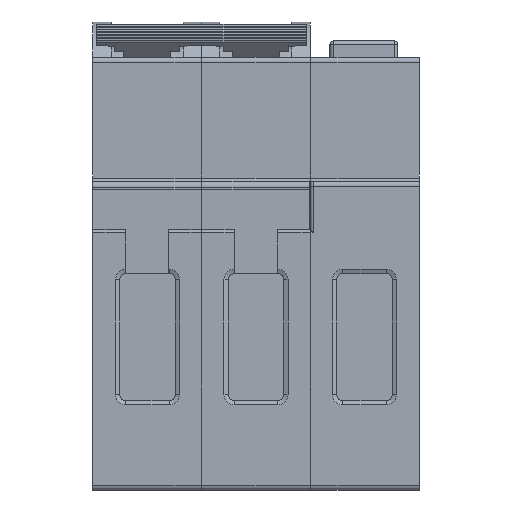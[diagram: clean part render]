
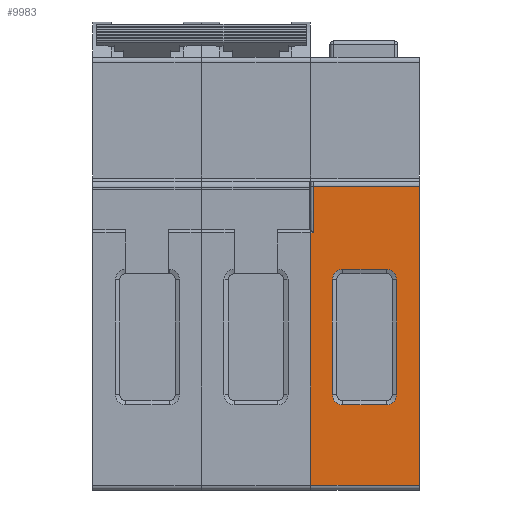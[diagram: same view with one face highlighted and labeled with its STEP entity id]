
A CAD part, front view. The second image highlights one B-rep face of the part: STEP entity #9983.
In plain terms, the highlighted planar face has unit normal (0, -1, 0).
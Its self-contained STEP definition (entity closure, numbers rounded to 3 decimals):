
#5351=FACE_BOUND('',#12957,.T.);
#5352=FACE_BOUND('',#12958,.T.);
#6627=LINE('',#39303,#8477);
#6712=LINE('',#40456,#8562);
#6714=LINE('',#40459,#8564);
#6732=LINE('',#40519,#8582);
#6733=LINE('',#40523,#8583);
#6740=LINE('',#40547,#8590);
#6744=LINE('',#40554,#8594);
#6748=LINE('',#40571,#8598);
#6752=LINE('',#40578,#8602);
#6803=LINE('',#40728,#8653);
#8477=VECTOR('',#30156,1.);
#8562=VECTOR('',#30505,1.);
#8564=VECTOR('',#30509,1.);
#8582=VECTOR('',#30571,1.);
#8583=VECTOR('',#30576,1.);
#8590=VECTOR('',#30597,1.);
#8594=VECTOR('',#30603,1.);
#8598=VECTOR('',#30621,1.);
#8602=VECTOR('',#30627,1.);
#8653=VECTOR('',#30800,1.);
#9983=ADVANCED_FACE('',(#5351,#5352),#10720,.F.);
#10720=PLANE('',#26178);
#12957=EDGE_LOOP('',(#17867,#17868,#17869,#17870,#17871,#17872));
#12958=EDGE_LOOP('',(#17873,#17874,#17875,#17876,#17877,#17878,#17879,#17880));
#17867=ORIENTED_EDGE('',*,*,#23332,.T.);
#17868=ORIENTED_EDGE('',*,*,#23103,.T.);
#17869=ORIENTED_EDGE('',*,*,#23364,.T.);
#17870=ORIENTED_EDGE('',*,*,#23465,.T.);
#17871=ORIENTED_EDGE('',*,*,#23362,.T.);
#17872=ORIENTED_EDGE('',*,*,#23330,.T.);
#17873=ORIENTED_EDGE('',*,*,#23379,.T.);
#17874=ORIENTED_EDGE('',*,*,#23373,.T.);
#17875=ORIENTED_EDGE('',*,*,#23375,.T.);
#17876=ORIENTED_EDGE('',*,*,#23381,.T.);
#17877=ORIENTED_EDGE('',*,*,#23387,.T.);
#17878=ORIENTED_EDGE('',*,*,#23393,.T.);
#17879=ORIENTED_EDGE('',*,*,#23391,.T.);
#17880=ORIENTED_EDGE('',*,*,#23385,.T.);
#20485=VERTEX_POINT('',#39298);
#20486=VERTEX_POINT('',#39302);
#20632=VERTEX_POINT('',#40435);
#20633=VERTEX_POINT('',#40455);
#20654=VERTEX_POINT('',#40520);
#20655=VERTEX_POINT('',#40524);
#20659=VERTEX_POINT('',#40536);
#20662=VERTEX_POINT('',#40541);
#20664=VERTEX_POINT('',#40546);
#20665=VERTEX_POINT('',#40551);
#20668=VERTEX_POINT('',#40558);
#20669=VERTEX_POINT('',#40563);
#20672=VERTEX_POINT('',#40570);
#20673=VERTEX_POINT('',#40575);
#23103=EDGE_CURVE('',#20486,#20485,#6627,.T.);
#23330=EDGE_CURVE('',#20632,#20633,#6712,.T.);
#23332=EDGE_CURVE('',#20633,#20486,#6714,.T.);
#23362=EDGE_CURVE('',#20654,#20632,#6732,.T.);
#23364=EDGE_CURVE('',#20485,#20655,#6733,.T.);
#23373=EDGE_CURVE('',#20659,#20662,#24615,.T.);
#23375=EDGE_CURVE('',#20662,#20664,#6740,.T.);
#23379=EDGE_CURVE('',#20665,#20659,#6744,.T.);
#23381=EDGE_CURVE('',#20664,#20668,#24616,.T.);
#23385=EDGE_CURVE('',#20669,#20665,#24619,.T.);
#23387=EDGE_CURVE('',#20668,#20672,#6748,.T.);
#23391=EDGE_CURVE('',#20673,#20669,#6752,.T.);
#23393=EDGE_CURVE('',#20672,#20673,#24621,.T.);
#23465=EDGE_CURVE('',#20655,#20654,#6803,.T.);
#24615=CIRCLE('',#26106,1.7);
#24616=CIRCLE('',#26110,1.7);
#24619=CIRCLE('',#26114,1.7);
#24621=CIRCLE('',#26119,1.7);
#26106=AXIS2_PLACEMENT_3D('',#40542,#30592,#30593);
#26110=AXIS2_PLACEMENT_3D('',#40559,#30607,#30608);
#26114=AXIS2_PLACEMENT_3D('',#40566,#30616,#30617);
#26119=AXIS2_PLACEMENT_3D('',#40581,#30632,#30633);
#26178=AXIS2_PLACEMENT_3D('',#40729,#30801,#30802);
#30156=DIRECTION('',(0.,0.,-1.));
#30505=DIRECTION('',(0.,0.,-1.));
#30509=DIRECTION('',(-1.,0.,0.));
#30571=DIRECTION('',(-1.,0.,0.));
#30576=DIRECTION('',(1.,0.,0.));
#30592=DIRECTION('',(0.,1.,0.));
#30593=DIRECTION('',(0.,0.,1.));
#30597=DIRECTION('',(0.,0.,1.));
#30603=DIRECTION('',(-1.,0.,0.));
#30607=DIRECTION('',(0.,1.,0.));
#30608=DIRECTION('',(0.,0.,1.));
#30616=DIRECTION('',(0.,1.,0.));
#30617=DIRECTION('',(0.,0.,1.));
#30621=DIRECTION('',(1.,0.,0.));
#30627=DIRECTION('',(0.,0.,-1.));
#30632=DIRECTION('',(0.,1.,0.));
#30633=DIRECTION('',(0.,0.,1.));
#30800=DIRECTION('',(0.,0.,1.));
#30801=DIRECTION('',(0.,1.,0.));
#30802=DIRECTION('',(0.,0.,1.));
#39298=CARTESIAN_POINT('',(35.4,0.,0.8));
#39302=CARTESIAN_POINT('',(35.4,0.,41.7));
#39303=CARTESIAN_POINT('',(35.4,0.,0.8));
#40435=CARTESIAN_POINT('',(35.8,0.,49.3));
#40455=CARTESIAN_POINT('',(35.8,0.,41.7));
#40456=CARTESIAN_POINT('',(35.8,0.,42.2));
#40459=CARTESIAN_POINT('',(17.6,0.,41.7));
#40519=CARTESIAN_POINT('',(17.6,0.,49.3));
#40520=CARTESIAN_POINT('',(53.,0.,49.3));
#40523=CARTESIAN_POINT('',(17.6,0.,0.8));
#40524=CARTESIAN_POINT('',(53.,0.,0.8));
#40536=CARTESIAN_POINT('',(40.6,0.,13.8));
#40541=CARTESIAN_POINT('',(38.9,0.,15.5));
#40542=CARTESIAN_POINT('',(40.6,0.,15.5));
#40546=CARTESIAN_POINT('',(38.9,0.,34.1));
#40547=CARTESIAN_POINT('',(38.9,0.,34.1));
#40551=CARTESIAN_POINT('',(47.6,0.,13.8));
#40554=CARTESIAN_POINT('',(40.6,0.,13.8));
#40558=CARTESIAN_POINT('',(40.6,0.,35.8));
#40559=CARTESIAN_POINT('',(40.6,0.,34.1));
#40563=CARTESIAN_POINT('',(49.3,0.,15.5));
#40566=CARTESIAN_POINT('',(47.6,0.,15.5));
#40570=CARTESIAN_POINT('',(47.6,0.,35.8));
#40571=CARTESIAN_POINT('',(47.6,0.,35.8));
#40575=CARTESIAN_POINT('',(49.3,0.,34.1));
#40578=CARTESIAN_POINT('',(49.3,0.,15.5));
#40581=CARTESIAN_POINT('',(47.6,0.,34.1));
#40728=CARTESIAN_POINT('',(53.,0.,0.));
#40729=CARTESIAN_POINT('',(17.6,0.,0.));
